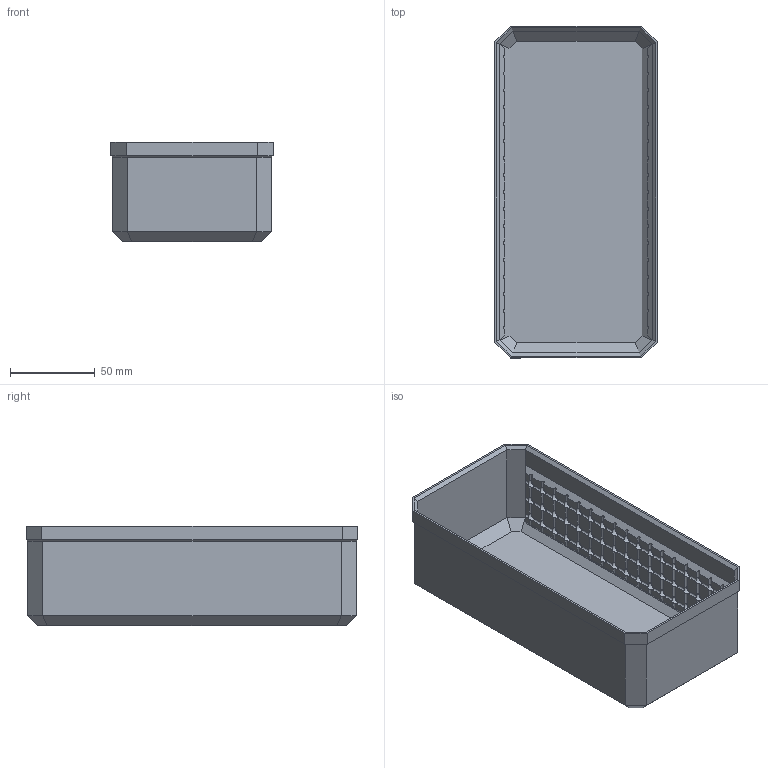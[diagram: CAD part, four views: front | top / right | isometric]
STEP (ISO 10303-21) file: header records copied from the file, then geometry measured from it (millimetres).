
FILE_DESCRIPTION(/* description */ (''),/* implementation_level */ '2;1');
FILE_NAME(/* name */ 'Packout Intermediate Long Bin Milwaukee Inserts v7.step',/* time_stamp */ '2023-01-16T17:15:17-06:00',/* author */ (''),/* organization */ (''),/* preprocessor_version */ 'ST-DEVELOPER v19.2',/* originating_system */ 'Autodesk Translation Framework v11.17.0.187',/* authorisation */ '');
FILE_SCHEMA (('AUTOMOTIVE_DESIGN { 1 0 10303 214 3 1 1 }'));
Length unit declared in the file: millimetre
Products named in the file (1): Packout Intermediate Long Bin Milwaukee Inserts
Bounding box: 96 x 196 x 59 mm (x, y, z)
Volume: 132912.1 mm3; surface area: 101989.3 mm2
Topology: 1 solids, 1 shells, 705 faces, 2063 edges, 1361 vertices
Faces by surface type: plane 359, cylinder 346
Full cylindrical faces by diameter (mm): 4.8 x102
Entity records: 29522 total; most frequent: CARTESIAN_POINT 11168, ORIENTED_EDGE 4126, DIRECTION 3623, EDGE_CURVE 2063, AXIS2_PLACEMENT_3D 1364, VERTEX_POINT 1361, LINE 895, VECTOR 895
